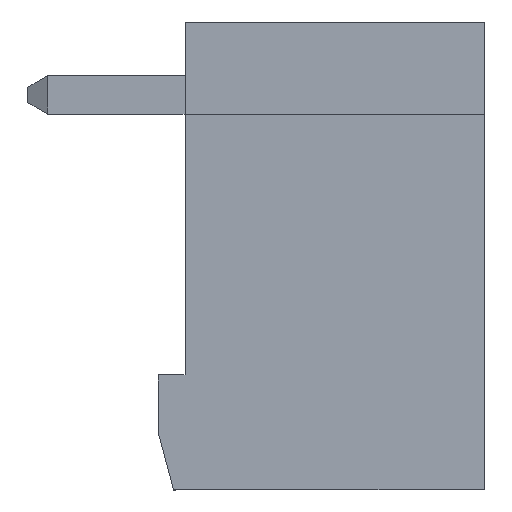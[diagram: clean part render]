
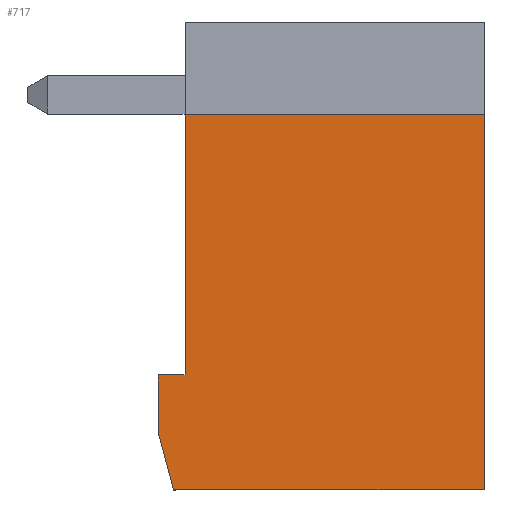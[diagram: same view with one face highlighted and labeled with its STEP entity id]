
A CAD part, front view. The second image highlights one B-rep face of the part: STEP entity #717.
In plain terms, the highlighted planar face has unit normal (0, -1, 0).
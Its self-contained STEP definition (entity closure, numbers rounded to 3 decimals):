
#717 = ADVANCED_FACE( '', ( #1467 ), #1468, .F. );
#1467 = FACE_OUTER_BOUND( '', #2229, .T. );
#1468 = PLANE( '', #2230 );
#2229 = EDGE_LOOP( '', ( #4286, #4287, #4288, #4289, #4290, #4291, #4292 ) );
#2230 = AXIS2_PLACEMENT_3D( '', #4293, #4294, #4295 );
#4286 = ORIENTED_EDGE( '', *, *, #5278, .F. );
#4287 = ORIENTED_EDGE( '', *, *, #5294, .F. );
#4288 = ORIENTED_EDGE( '', *, *, #5203, .F. );
#4289 = ORIENTED_EDGE( '', *, *, #4564, .F. );
#4290 = ORIENTED_EDGE( '', *, *, #4700, .F. );
#4291 = ORIENTED_EDGE( '', *, *, #5099, .F. );
#4292 = ORIENTED_EDGE( '', *, *, #4616, .F. );
#4293 = CARTESIAN_POINT( '', ( -40.699, 55.81, -9.8 ) );
#4294 = DIRECTION( '', ( 0., 1., 0. ) );
#4295 = DIRECTION( '', ( 0., 0., -1. ) );
#4564 = EDGE_CURVE( '', #5482, #5483, #5484, .T. );
#4616 = EDGE_CURVE( '', #5573, #5571, #5575, .T. );
#4700 = EDGE_CURVE( '', #5719, #5482, #5721, .T. );
#5099 = EDGE_CURVE( '', #5571, #5719, #6289, .T. );
#5203 = EDGE_CURVE( '', #5483, #6416, #6421, .T. );
#5278 = EDGE_CURVE( '', #6499, #5573, #6501, .T. );
#5294 = EDGE_CURVE( '', #6416, #6499, #6518, .T. );
#5482 = VERTEX_POINT( '', #6786 );
#5483 = VERTEX_POINT( '', #6787 );
#5484 = LINE( '', #6788, #6789 );
#5571 = VERTEX_POINT( '', #6918 );
#5573 = VERTEX_POINT( '', #6921 );
#5575 = LINE( '', #6924, #6925 );
#5719 = VERTEX_POINT( '', #7139 );
#5721 = LINE( '', #7142, #7143 );
#6289 = LINE( '', #7985, #7986 );
#6416 = VERTEX_POINT( '', #8176 );
#6421 = LINE( '', #8184, #8185 );
#6499 = VERTEX_POINT( '', #8295 );
#6501 = LINE( '', #8298, #8299 );
#6518 = LINE( '', #8320, #8321 );
#6786 = CARTESIAN_POINT( '', ( -40., 55.81, 0. ) );
#6787 = CARTESIAN_POINT( '', ( -32.199, 55.81, 0. ) );
#6788 = CARTESIAN_POINT( '', ( -32.199, 55.81, 0. ) );
#6789 = VECTOR( '', #8422, 1000. );
#6918 = CARTESIAN_POINT( '', ( -40.699, 55.81, -6.8 ) );
#6921 = CARTESIAN_POINT( '', ( -40.699, 55.81, -8.307 ) );
#6924 = CARTESIAN_POINT( '', ( -40.699, 55.81, -6.8 ) );
#6925 = VECTOR( '', #8467, 1000. );
#7139 = CARTESIAN_POINT( '', ( -40., 55.81, -6.8 ) );
#7142 = CARTESIAN_POINT( '', ( -40., 55.81, 0. ) );
#7143 = VECTOR( '', #8542, 1000. );
#7985 = CARTESIAN_POINT( '', ( -40.099, 55.81, -6.8 ) );
#7986 = VECTOR( '', #8883, 1000. );
#8176 = CARTESIAN_POINT( '', ( -32.199, 55.81, -9.8 ) );
#8184 = CARTESIAN_POINT( '', ( -32.199, 55.81, -9.8 ) );
#8185 = VECTOR( '', #8959, 1000. );
#8295 = CARTESIAN_POINT( '', ( -40.299, 55.81, -9.8 ) );
#8298 = CARTESIAN_POINT( '', ( -40.699, 55.81, -8.307 ) );
#8299 = VECTOR( '', #8996, 1000. );
#8320 = CARTESIAN_POINT( '', ( -33.697, 55.81, -9.8 ) );
#8321 = VECTOR( '', #9004, 1000. );
#8422 = DIRECTION( '', ( 1., 0., 0. ) );
#8467 = DIRECTION( '', ( 0., 0., 1. ) );
#8542 = DIRECTION( '', ( 0., 0., 1. ) );
#8883 = DIRECTION( '', ( 1., 0., 0. ) );
#8959 = DIRECTION( '', ( 0., 0., -1. ) );
#8996 = DIRECTION( '', ( -0.259, 0., 0.966 ) );
#9004 = DIRECTION( '', ( -1., 0., 0. ) );
